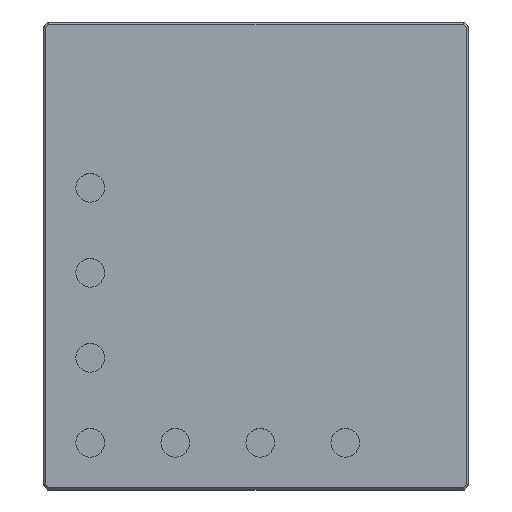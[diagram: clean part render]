
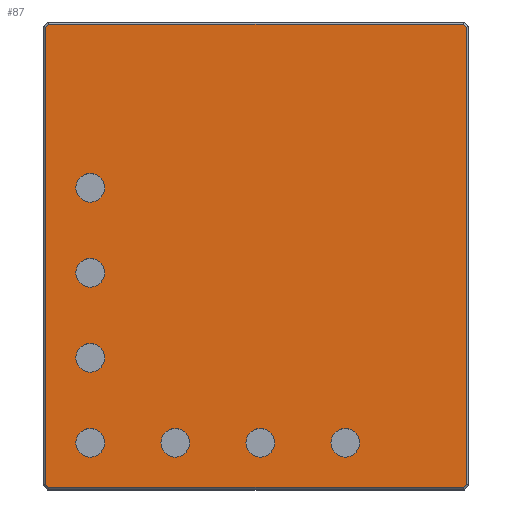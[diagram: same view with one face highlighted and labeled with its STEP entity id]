
A CAD part, top view. The second image highlights one B-rep face of the part: STEP entity #87.
In plain terms, the highlighted planar face has unit normal (0, 0, 1).
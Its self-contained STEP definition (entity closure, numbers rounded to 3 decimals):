
#87 = ADVANCED_FACE( '', ( #145, #146, #147, #148, #149, #150, #151, #152 ), #153, .F. );
#145 = FACE_OUTER_BOUND( '', #256, .T. );
#146 = FACE_BOUND( '', #257, .T. );
#147 = FACE_BOUND( '', #258, .T. );
#148 = FACE_BOUND( '', #259, .T. );
#149 = FACE_BOUND( '', #260, .T. );
#150 = FACE_BOUND( '', #261, .T. );
#151 = FACE_BOUND( '', #262, .T. );
#152 = FACE_BOUND( '', #263, .T. );
#153 = PLANE( '', #264 );
#256 = EDGE_LOOP( '', ( #439, #440, #441, #442, #443, #444, #445, #446 ) );
#257 = EDGE_LOOP( '', ( #447 ) );
#258 = EDGE_LOOP( '', ( #448 ) );
#259 = EDGE_LOOP( '', ( #449 ) );
#260 = EDGE_LOOP( '', ( #450 ) );
#261 = EDGE_LOOP( '', ( #451 ) );
#262 = EDGE_LOOP( '', ( #452 ) );
#263 = EDGE_LOOP( '', ( #453 ) );
#264 = AXIS2_PLACEMENT_3D( '', #454, #455, #456 );
#439 = ORIENTED_EDGE( '', *, *, #734, .T. );
#440 = ORIENTED_EDGE( '', *, *, #735, .T. );
#441 = ORIENTED_EDGE( '', *, *, #736, .T. );
#442 = ORIENTED_EDGE( '', *, *, #737, .T. );
#443 = ORIENTED_EDGE( '', *, *, #738, .T. );
#444 = ORIENTED_EDGE( '', *, *, #739, .T. );
#445 = ORIENTED_EDGE( '', *, *, #740, .T. );
#446 = ORIENTED_EDGE( '', *, *, #732, .T. );
#447 = ORIENTED_EDGE( '', *, *, #741, .T. );
#448 = ORIENTED_EDGE( '', *, *, #742, .T. );
#449 = ORIENTED_EDGE( '', *, *, #743, .T. );
#450 = ORIENTED_EDGE( '', *, *, #744, .T. );
#451 = ORIENTED_EDGE( '', *, *, #745, .T. );
#452 = ORIENTED_EDGE( '', *, *, #746, .T. );
#453 = ORIENTED_EDGE( '', *, *, #747, .T. );
#454 = CARTESIAN_POINT( '', ( -22., -22., 41. ) );
#455 = DIRECTION( '', ( 0., 0., -1. ) );
#456 = DIRECTION( '', ( -1., 0., 0. ) );
#732 = EDGE_CURVE( '', #868, #870, #872, .T. );
#734 = EDGE_CURVE( '', #870, #873, #875, .T. );
#735 = EDGE_CURVE( '', #873, #876, #877, .T. );
#736 = EDGE_CURVE( '', #876, #878, #879, .T. );
#737 = EDGE_CURVE( '', #878, #880, #881, .T. );
#738 = EDGE_CURVE( '', #880, #882, #883, .T. );
#739 = EDGE_CURVE( '', #882, #884, #885, .T. );
#740 = EDGE_CURVE( '', #884, #868, #886, .T. );
#741 = EDGE_CURVE( '', #887, #887, #888, .T. );
#742 = EDGE_CURVE( '', #889, #889, #890, .T. );
#743 = EDGE_CURVE( '', #891, #891, #892, .T. );
#744 = EDGE_CURVE( '', #893, #893, #894, .T. );
#745 = EDGE_CURVE( '', #895, #895, #896, .T. );
#746 = EDGE_CURVE( '', #897, #897, #898, .T. );
#747 = EDGE_CURVE( '', #899, #899, #900, .T. );
#868 = VERTEX_POINT( '', #1084 );
#870 = VERTEX_POINT( '', #1087 );
#872 = LINE( '', #1090, #1091 );
#873 = VERTEX_POINT( '', #1092 );
#875 = LINE( '', #1095, #1096 );
#876 = VERTEX_POINT( '', #1097 );
#877 = LINE( '', #1098, #1099 );
#878 = VERTEX_POINT( '', #1100 );
#879 = LINE( '', #1101, #1102 );
#880 = VERTEX_POINT( '', #1103 );
#881 = LINE( '', #1104, #1105 );
#882 = VERTEX_POINT( '', #1106 );
#883 = LINE( '', #1107, #1108 );
#884 = VERTEX_POINT( '', #1109 );
#885 = LINE( '', #1110, #1111 );
#886 = LINE( '', #1112, #1113 );
#887 = VERTEX_POINT( '', #1114 );
#888 = CIRCLE( '', #1115, 3.375 );
#889 = VERTEX_POINT( '', #1116 );
#890 = CIRCLE( '', #1117, 3.375 );
#891 = VERTEX_POINT( '', #1118 );
#892 = CIRCLE( '', #1119, 3.375 );
#893 = VERTEX_POINT( '', #1120 );
#894 = CIRCLE( '', #1121, 3.375 );
#895 = VERTEX_POINT( '', #1122 );
#896 = CIRCLE( '', #1123, 3.375 );
#897 = VERTEX_POINT( '', #1124 );
#898 = CIRCLE( '', #1125, 3.375 );
#899 = VERTEX_POINT( '', #1126 );
#900 = CIRCLE( '', #1127, 3.375 );
#1084 = CARTESIAN_POINT( '', ( 77.5, 86.793, 41. ) );
#1087 = CARTESIAN_POINT( '', ( 76.793, 87.5, 41. ) );
#1090 = CARTESIAN_POINT( '', ( 76.646, 87.646, 41. ) );
#1091 = VECTOR( '', #1282, 1000. );
#1092 = CARTESIAN_POINT( '', ( -20.793, 87.5, 41. ) );
#1095 = CARTESIAN_POINT( '', ( -22., 87.5, 41. ) );
#1096 = VECTOR( '', #1284, 1000. );
#1097 = CARTESIAN_POINT( '', ( -21.5, 86.793, 41. ) );
#1098 = CARTESIAN_POINT( '', ( -21.646, 86.646, 41. ) );
#1099 = VECTOR( '', #1285, 1000. );
#1100 = CARTESIAN_POINT( '', ( -21.5, -20.793, 41. ) );
#1101 = CARTESIAN_POINT( '', ( -21.5, -22., 41. ) );
#1102 = VECTOR( '', #1286, 1000. );
#1103 = CARTESIAN_POINT( '', ( -20.793, -21.5, 41. ) );
#1104 = CARTESIAN_POINT( '', ( -20.646, -21.646, 41. ) );
#1105 = VECTOR( '', #1287, 1000. );
#1106 = CARTESIAN_POINT( '', ( 76.793, -21.5, 41. ) );
#1107 = CARTESIAN_POINT( '', ( -22., -21.5, 41. ) );
#1108 = VECTOR( '', #1288, 1000. );
#1109 = CARTESIAN_POINT( '', ( 77.5, -20.793, 41. ) );
#1110 = CARTESIAN_POINT( '', ( 77.646, -20.646, 41. ) );
#1111 = VECTOR( '', #1289, 1000. );
#1112 = CARTESIAN_POINT( '', ( 77.5, -22., 41. ) );
#1113 = VECTOR( '', #1290, 1000. );
#1114 = CARTESIAN_POINT( '', ( 49., -14.375, 41. ) );
#1115 = AXIS2_PLACEMENT_3D( '', #1291, #1292, #1293 );
#1116 = CARTESIAN_POINT( '', ( 29., -14.375, 41. ) );
#1117 = AXIS2_PLACEMENT_3D( '', #1294, #1295, #1296 );
#1118 = CARTESIAN_POINT( '', ( 9., -14.375, 41. ) );
#1119 = AXIS2_PLACEMENT_3D( '', #1297, #1298, #1299 );
#1120 = CARTESIAN_POINT( '', ( -7.625, 49., 41. ) );
#1121 = AXIS2_PLACEMENT_3D( '', #1300, #1301, #1302 );
#1122 = CARTESIAN_POINT( '', ( -7.625, 29., 41. ) );
#1123 = AXIS2_PLACEMENT_3D( '', #1303, #1304, #1305 );
#1124 = CARTESIAN_POINT( '', ( -7.625, 9., 41. ) );
#1125 = AXIS2_PLACEMENT_3D( '', #1306, #1307, #1308 );
#1126 = CARTESIAN_POINT( '', ( -7.625, -11., 41. ) );
#1127 = AXIS2_PLACEMENT_3D( '', #1309, #1310, #1311 );
#1282 = DIRECTION( '', ( -0.707, 0.707, 0. ) );
#1284 = DIRECTION( '', ( -1., 0., 0. ) );
#1285 = DIRECTION( '', ( -0.707, -0.707, 0. ) );
#1286 = DIRECTION( '', ( 0., -1., 0. ) );
#1287 = DIRECTION( '', ( 0.707, -0.707, 0. ) );
#1288 = DIRECTION( '', ( 1., 0., 0. ) );
#1289 = DIRECTION( '', ( 0.707, 0.707, 0. ) );
#1290 = DIRECTION( '', ( 0., 1., 0. ) );
#1291 = CARTESIAN_POINT( '', ( 49., -11., 41. ) );
#1292 = DIRECTION( '', ( 0., 0., -1. ) );
#1293 = DIRECTION( '', ( 0., -1., 0. ) );
#1294 = CARTESIAN_POINT( '', ( 29., -11., 41. ) );
#1295 = DIRECTION( '', ( 0., 0., -1. ) );
#1296 = DIRECTION( '', ( 0., -1., 0. ) );
#1297 = CARTESIAN_POINT( '', ( 9., -11., 41. ) );
#1298 = DIRECTION( '', ( 0., 0., -1. ) );
#1299 = DIRECTION( '', ( 0., -1., 0. ) );
#1300 = CARTESIAN_POINT( '', ( -11., 49., 41. ) );
#1301 = DIRECTION( '', ( 0., 0., -1. ) );
#1302 = DIRECTION( '', ( 1., 0., 0. ) );
#1303 = CARTESIAN_POINT( '', ( -11., 29., 41. ) );
#1304 = DIRECTION( '', ( 0., 0., -1. ) );
#1305 = DIRECTION( '', ( 1., 0., 0. ) );
#1306 = CARTESIAN_POINT( '', ( -11., 9., 41. ) );
#1307 = DIRECTION( '', ( 0., 0., -1. ) );
#1308 = DIRECTION( '', ( 1., 0., 0. ) );
#1309 = CARTESIAN_POINT( '', ( -11., -11., 41. ) );
#1310 = DIRECTION( '', ( 0., 0., -1. ) );
#1311 = DIRECTION( '', ( 1., 0., 0. ) );
